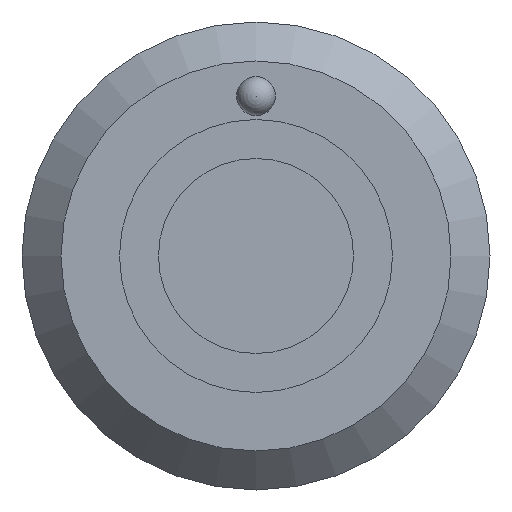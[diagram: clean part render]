
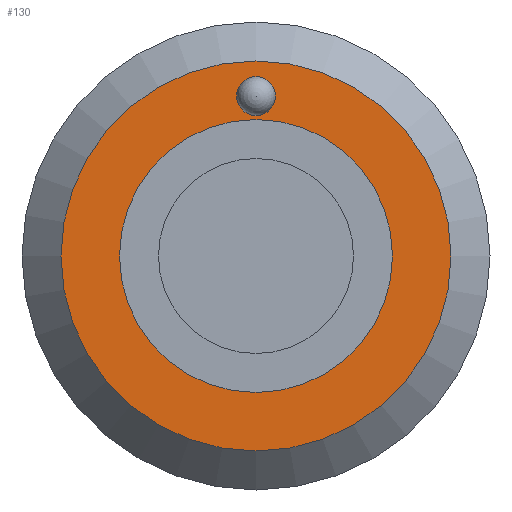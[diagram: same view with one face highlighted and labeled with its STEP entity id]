
A CAD part, front view. The second image highlights one B-rep face of the part: STEP entity #130.
In plain terms, the highlighted planar face has unit normal (0, -1, 0).
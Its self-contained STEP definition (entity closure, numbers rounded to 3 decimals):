
#22=PLANE($,#154);
#36=FACE_BOUND($,#66,.T.);
#37=FACE_BOUND($,#67,.T.);
#47=FACE_OUTER_BOUND($,#65,.T.);
#65=EDGE_LOOP($,(#115));
#66=EDGE_LOOP($,(#116));
#67=EDGE_LOOP($,(#117));
#73=CIRCLE($,#143,5.);
#74=CIRCLE($,#145,3.5);
#78=CIRCLE($,#151,0.5);
#83=VERTEX_POINT($,#219);
#84=VERTEX_POINT($,#222);
#88=VERTEX_POINT($,#232);
#93=EDGE_CURVE($,#83,#83,#73,.T.);
#94=EDGE_CURVE($,#84,#84,#74,.T.);
#98=EDGE_CURVE($,#88,#88,#78,.T.);
#115=ORIENTED_EDGE($,*,*,#93,.F.);
#116=ORIENTED_EDGE($,*,*,#94,.T.);
#117=ORIENTED_EDGE($,*,*,#98,.T.);
#130=ADVANCED_FACE($,(#47,#36,#37),#22,.T.);
#143=AXIS2_PLACEMENT_3D($,#220,#176,#177);
#145=AXIS2_PLACEMENT_3D($,#223,#180,#181);
#151=AXIS2_PLACEMENT_3D($,#233,#192,#193);
#154=AXIS2_PLACEMENT_3D($,#236,#198,#199);
#176=DIRECTION('center_axis',(0.,1.,0.));
#177=DIRECTION('ref_axis',(-1.,0.,0.));
#180=DIRECTION('center_axis',(0.,1.,0.));
#181=DIRECTION('ref_axis',(-1.,0.,0.));
#192=DIRECTION('center_axis',(0.,1.,0.));
#193=DIRECTION('ref_axis',(0.,0.,1.));
#198=DIRECTION('center_axis',(0.,-1.,0.));
#199=DIRECTION('ref_axis',(1.,0.,0.));
#219=CARTESIAN_POINT('',(5.,-51.,0.));
#220=CARTESIAN_POINT('Origin',(0.,-51.,0.));
#222=CARTESIAN_POINT('',(3.5,-51.,0.));
#223=CARTESIAN_POINT('Origin',(0.,-51.,0.));
#232=CARTESIAN_POINT('',(0.,-51.,4.6));
#233=CARTESIAN_POINT('Origin',(0.,-51.,4.1));
#236=CARTESIAN_POINT('Origin',(-4.25,-51.,0.));
